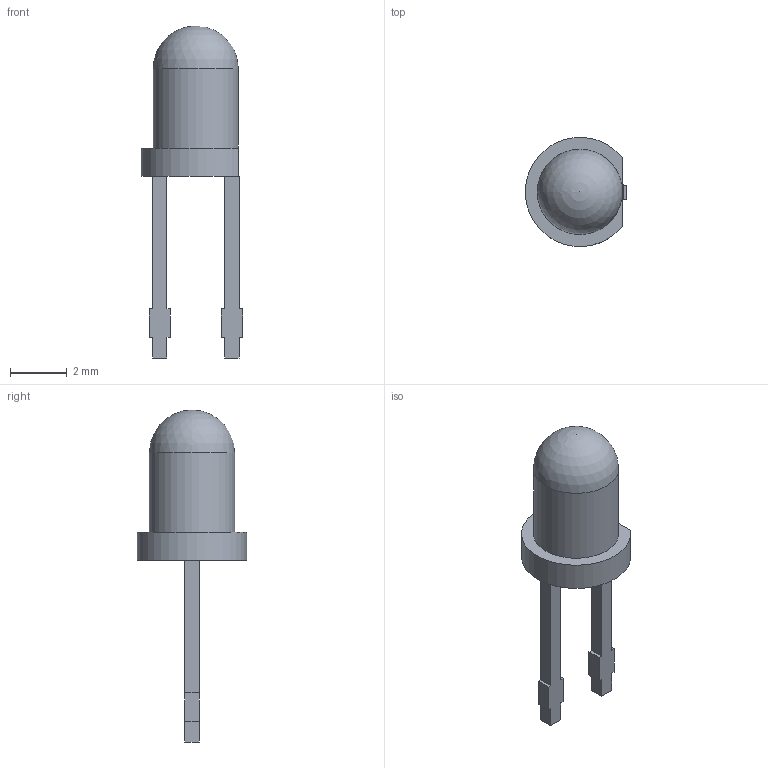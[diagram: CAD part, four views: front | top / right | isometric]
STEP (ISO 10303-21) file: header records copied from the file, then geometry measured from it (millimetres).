
FILE_DESCRIPTION(/* description */ (''),/* implementation_level */ '2;1');
FILE_NAME(/* name */ 'tmrc3mm.step',/* time_stamp */ '2021-10-31T18:47:06+02:00',/* author */ (''),/* organization */ (''),/* preprocessor_version */ 'ST-DEVELOPER v18.1',/* originating_system */ 'Autodesk Translation Framework v10.10.0.1391',/* authorisation */ '');
FILE_SCHEMA (('AUTOMOTIVE_DESIGN { 1 0 10303 214 3 1 1 }'));
Length unit declared in the file: millimetre
Products named in the file (1): (Unsaved)
Bounding box: 3.56 x 3.85 x 11.7 mm (x, y, z)
Volume: 41.3 mm3; surface area: 94.4 mm2
Topology: 1 solids, 1 shells, 33 faces, 89 edges, 58 vertices
Faces by surface type: plane 30, cylinder 2, sphere 1
Full cylindrical faces by diameter (mm): 3 x1
Entity records: 1090 total; most frequent: CARTESIAN_POINT 180, ORIENTED_EDGE 176, DIRECTION 162, EDGE_CURVE 88, LINE 82, VECTOR 82, VERTEX_POINT 58, AXIS2_PLACEMENT_3D 40
